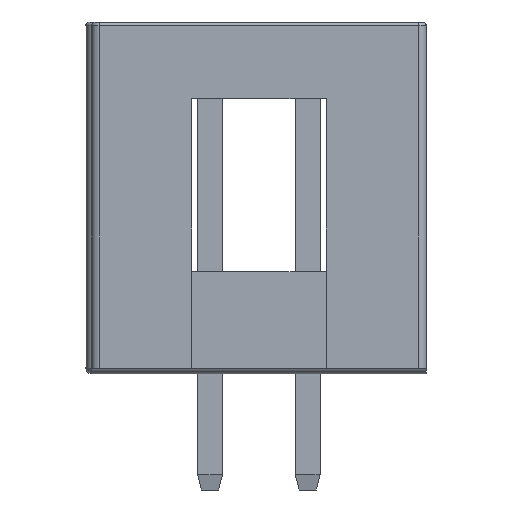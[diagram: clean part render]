
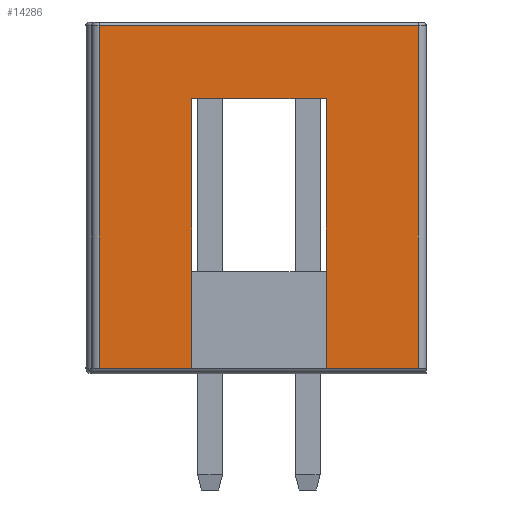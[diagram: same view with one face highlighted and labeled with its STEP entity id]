
A CAD part, left-side view. The second image highlights one B-rep face of the part: STEP entity #14286.
In plain terms, the highlighted planar face has unit normal (-1, 0, 0).
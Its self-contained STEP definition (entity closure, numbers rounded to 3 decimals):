
#601 = LINE ( 'NONE', #15816, #6007 ) ;
#691 = DIRECTION ( 'NONE',  ( 0., 0., 1. ) ) ;
#1043 = VECTOR ( 'NONE', #10343, 1000. ) ;
#1124 = DIRECTION ( 'NONE',  ( 0., -1., 0. ) ) ;
#1222 = VECTOR ( 'NONE', #14237, 1000. ) ;
#1291 = ORIENTED_EDGE ( 'NONE', *, *, #4401, .T. ) ;
#3343 = CARTESIAN_POINT ( 'NONE',  ( -5.08, -2.88, 0.17 ) ) ;
#3426 = VERTEX_POINT ( 'NONE', #5242 ) ;
#3457 = LINE ( 'NONE', #6546, #4611 ) ;
#3665 = CARTESIAN_POINT ( 'NONE',  ( -5.08, 3.02, 7.17 ) ) ;
#3748 = ORIENTED_EDGE ( 'NONE', *, *, #14316, .F. ) ;
#3753 = CARTESIAN_POINT ( 'NONE',  ( -5.08, 5.42, 9.17 ) ) ;
#3939 = ORIENTED_EDGE ( 'NONE', *, *, #5648, .T. ) ;
#4105 = ORIENTED_EDGE ( 'NONE', *, *, #8518, .T. ) ;
#4148 = VECTOR ( 'NONE', #1124, 1000. ) ;
#4401 = EDGE_CURVE ( 'NONE', #19781, #3426, #12951, .T. ) ;
#4513 = EDGE_CURVE ( 'NONE', #6056, #19781, #14844, .T. ) ;
#4611 = VECTOR ( 'NONE', #9569, 1000. ) ;
#4664 = ORIENTED_EDGE ( 'NONE', *, *, #4513, .T. ) ;
#4797 = VERTEX_POINT ( 'NONE', #7591 ) ;
#4876 = EDGE_CURVE ( 'NONE', #7114, #4797, #601, .T. ) ;
#5242 = CARTESIAN_POINT ( 'NONE',  ( -5.08, 3.02, 0.17 ) ) ;
#5648 = EDGE_CURVE ( 'NONE', #9161, #6056, #10524, .T. ) ;
#6007 = VECTOR ( 'NONE', #11215, 1000. ) ;
#6056 = VERTEX_POINT ( 'NONE', #8976 ) ;
#6201 = VECTOR ( 'NONE', #691, 1000. ) ;
#6546 = CARTESIAN_POINT ( 'NONE',  ( -5.08, -2.88, 9.17 ) ) ;
#6972 = LINE ( 'NONE', #18809, #6201 ) ;
#7114 = VERTEX_POINT ( 'NONE', #9778 ) ;
#7591 = CARTESIAN_POINT ( 'NONE',  ( -5.08, -0.48, 0.17 ) ) ;
#7735 = ORIENTED_EDGE ( 'NONE', *, *, #15819, .T. ) ;
#8518 = EDGE_CURVE ( 'NONE', #17222, #7114, #17352, .T. ) ;
#8719 = CARTESIAN_POINT ( 'NONE',  ( -5.08, 5.42, 0.17 ) ) ;
#8976 = CARTESIAN_POINT ( 'NONE',  ( -5.08, 5.42, 9.07 ) ) ;
#8993 = CARTESIAN_POINT ( 'NONE',  ( -5.08, 5.42, 9.07 ) ) ;
#9161 = VERTEX_POINT ( 'NONE', #16170 ) ;
#9569 = DIRECTION ( 'NONE',  ( 0., 0., -1. ) ) ;
#9778 = CARTESIAN_POINT ( 'NONE',  ( -5.08, -0.48, 7.17 ) ) ;
#9865 = DIRECTION ( 'NONE',  ( 0., 1., 0. ) ) ;
#10129 = LINE ( 'NONE', #16242, #4148 ) ;
#10162 = EDGE_CURVE ( 'NONE', #3426, #17222, #6972, .T. ) ;
#10343 = DIRECTION ( 'NONE',  ( 0., 0., -1. ) ) ;
#10524 = LINE ( 'NONE', #8993, #18135 ) ;
#11076 = FACE_OUTER_BOUND ( 'NONE', #18385, .T. ) ;
#11215 = DIRECTION ( 'NONE',  ( 0., 0., -1. ) ) ;
#11460 = DIRECTION ( 'NONE',  ( 0., -1., 0. ) ) ;
#11660 = AXIS2_PLACEMENT_3D ( 'NONE', #3753, #17286, #9865 ) ;
#11731 = CARTESIAN_POINT ( 'NONE',  ( -5.08, 5.42, 0.17 ) ) ;
#11734 = CARTESIAN_POINT ( 'NONE',  ( -5.08, 5.42, 9.17 ) ) ;
#11917 = DIRECTION ( 'NONE',  ( 0., 1., 0. ) ) ;
#12951 = LINE ( 'NONE', #8719, #19252 ) ;
#14237 = DIRECTION ( 'NONE',  ( 0., -1., 0. ) ) ;
#14286 = ADVANCED_FACE ( 'NONE', ( #11076 ), #17480, .F. ) ;
#14316 = EDGE_CURVE ( 'NONE', #9161, #19734, #3457, .T. ) ;
#14844 = LINE ( 'NONE', #11734, #1043 ) ;
#15746 = CARTESIAN_POINT ( 'NONE',  ( -5.08, 5.42, 7.17 ) ) ;
#15816 = CARTESIAN_POINT ( 'NONE',  ( -5.08, -0.48, 9.17 ) ) ;
#15819 = EDGE_CURVE ( 'NONE', #4797, #19734, #10129, .T. ) ;
#16170 = CARTESIAN_POINT ( 'NONE',  ( -5.08, -2.88, 9.07 ) ) ;
#16242 = CARTESIAN_POINT ( 'NONE',  ( -5.08, 5.42, 0.17 ) ) ;
#16671 = ORIENTED_EDGE ( 'NONE', *, *, #10162, .T. ) ;
#16904 = ORIENTED_EDGE ( 'NONE', *, *, #4876, .T. ) ;
#17222 = VERTEX_POINT ( 'NONE', #3665 ) ;
#17286 = DIRECTION ( 'NONE',  ( 1., 0., 0. ) ) ;
#17352 = LINE ( 'NONE', #15746, #1222 ) ;
#17480 = PLANE ( 'NONE',  #11660 ) ;
#18135 = VECTOR ( 'NONE', #11917, 1000. ) ;
#18385 = EDGE_LOOP ( 'NONE', ( #3748, #3939, #4664, #1291, #16671, #4105, #16904, #7735 ) ) ;
#18809 = CARTESIAN_POINT ( 'NONE',  ( -5.08, 3.02, 9.17 ) ) ;
#19252 = VECTOR ( 'NONE', #11460, 1000. ) ;
#19734 = VERTEX_POINT ( 'NONE', #3343 ) ;
#19781 = VERTEX_POINT ( 'NONE', #11731 ) ;
